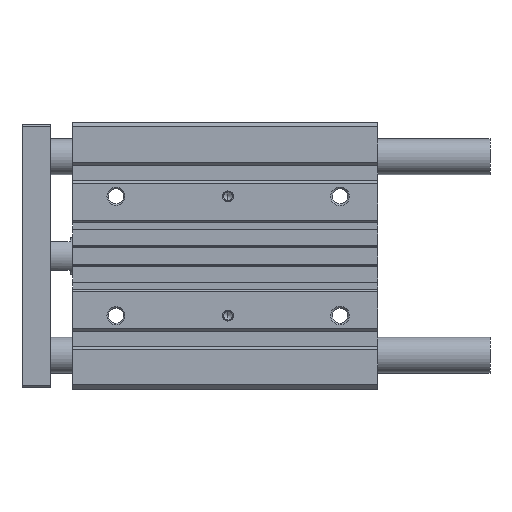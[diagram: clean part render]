
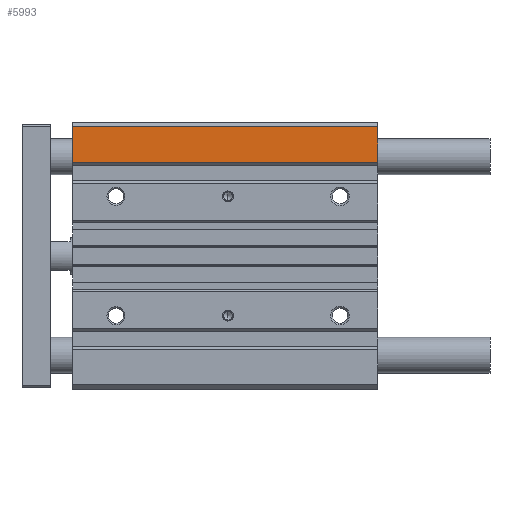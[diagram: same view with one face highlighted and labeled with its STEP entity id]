
A CAD part, front view. The second image highlights one B-rep face of the part: STEP entity #5993.
In plain terms, the highlighted planar face has unit normal (0, -1, 0).
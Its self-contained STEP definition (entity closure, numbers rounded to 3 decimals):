
#226 = VECTOR ( 'NONE', #4444, 1000. ) ;
#1880 = EDGE_CURVE ( 'NONE', #1947, #5587, #9538, .T. ) ;
#1947 = VERTEX_POINT ( 'NONE', #5544 ) ;
#2436 = CARTESIAN_POINT ( 'NONE',  ( 0., -32., 51.9 ) ) ;
#3537 = CARTESIAN_POINT ( 'NONE',  ( 169., -32., 51.9 ) ) ;
#3947 = CARTESIAN_POINT ( 'NONE',  ( 169., -32., 51.9 ) ) ;
#4167 = VECTOR ( 'NONE', #5396, 1000. ) ;
#4398 = LINE ( 'NONE', #7613, #4167 ) ;
#4428 = LINE ( 'NONE', #3537, #11657 ) ;
#4444 = DIRECTION ( 'NONE',  ( 0., 0., -1. ) ) ;
#4997 = AXIS2_PLACEMENT_3D ( 'NONE', #6004, #10091, #5004 ) ;
#5004 = DIRECTION ( 'NONE',  ( 0., 0., -1. ) ) ;
#5263 = FACE_OUTER_BOUND ( 'NONE', #13048, .T. ) ;
#5334 = VERTEX_POINT ( 'NONE', #3947 ) ;
#5396 = DIRECTION ( 'NONE',  ( -1., 0., 0. ) ) ;
#5463 = LINE ( 'NONE', #12608, #9688 ) ;
#5478 = VERTEX_POINT ( 'NONE', #8305 ) ;
#5544 = CARTESIAN_POINT ( 'NONE',  ( 0., -32., 71.5 ) ) ;
#5587 = VERTEX_POINT ( 'NONE', #2436 ) ;
#5993 = ADVANCED_FACE ( 'NONE', ( #5263 ), #11092, .T. ) ;
#6004 = CARTESIAN_POINT ( 'NONE',  ( 0., -32., 51.9 ) ) ;
#7397 = DIRECTION ( 'NONE',  ( 0., 0., 1. ) ) ;
#7613 = CARTESIAN_POINT ( 'NONE',  ( 0., -32., 71.5 ) ) ;
#7622 = ORIENTED_EDGE ( 'NONE', *, *, #9920, .T. ) ;
#7915 = EDGE_CURVE ( 'NONE', #5334, #5587, #5463, .T. ) ;
#8305 = CARTESIAN_POINT ( 'NONE',  ( 169., -32., 71.5 ) ) ;
#8349 = ORIENTED_EDGE ( 'NONE', *, *, #7915, .F. ) ;
#9186 = EDGE_CURVE ( 'NONE', #5478, #1947, #4398, .T. ) ;
#9538 = LINE ( 'NONE', #10734, #226 ) ;
#9550 = DIRECTION ( 'NONE',  ( -1., 0., 0. ) ) ;
#9688 = VECTOR ( 'NONE', #9550, 1000. ) ;
#9920 = EDGE_CURVE ( 'NONE', #5334, #5478, #4428, .T. ) ;
#10091 = DIRECTION ( 'NONE',  ( 0., -1., 0. ) ) ;
#10383 = ORIENTED_EDGE ( 'NONE', *, *, #9186, .T. ) ;
#10694 = ORIENTED_EDGE ( 'NONE', *, *, #1880, .T. ) ;
#10734 = CARTESIAN_POINT ( 'NONE',  ( 0., -32., 51.9 ) ) ;
#11092 = PLANE ( 'NONE',  #4997 ) ;
#11657 = VECTOR ( 'NONE', #7397, 1000. ) ;
#12608 = CARTESIAN_POINT ( 'NONE',  ( 0., -32., 51.9 ) ) ;
#13048 = EDGE_LOOP ( 'NONE', ( #7622, #10383, #10694, #8349 ) ) ;
